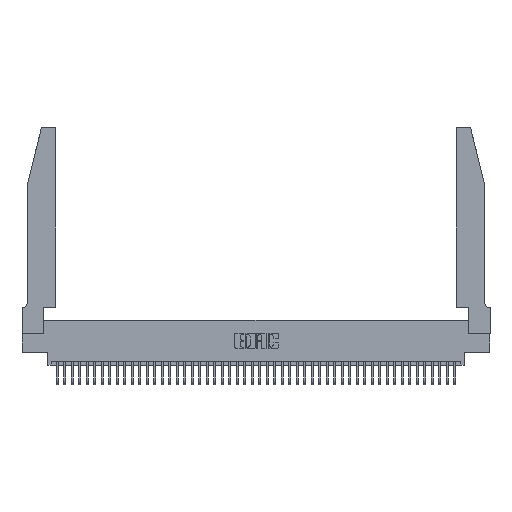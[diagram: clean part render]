
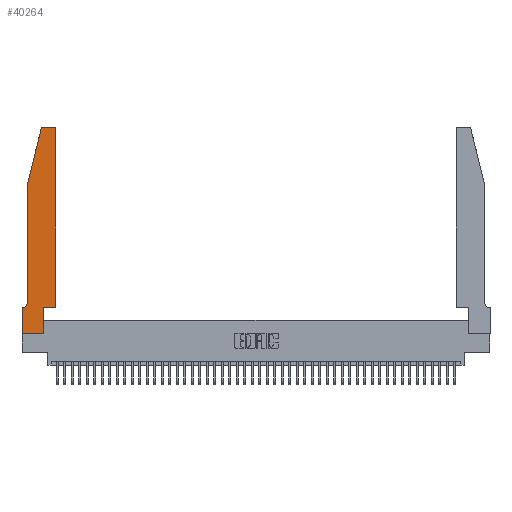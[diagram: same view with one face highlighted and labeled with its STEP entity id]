
A CAD part, top view. The second image highlights one B-rep face of the part: STEP entity #40264.
In plain terms, the highlighted planar face has unit normal (0, 0, 1).
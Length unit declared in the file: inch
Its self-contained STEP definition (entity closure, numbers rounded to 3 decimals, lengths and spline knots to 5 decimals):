
#1586 = CARTESIAN_POINT ( 'NONE',  ( 0.0055, 0.42, 0.37 ) ) ;
#2324 = CIRCLE ( 'NONE', #26155, 0.07 ) ;
#2672 = DIRECTION ( 'NONE',  ( 0., 0., 1. ) ) ;
#2982 = CARTESIAN_POINT ( 'NONE',  ( 0.2605, 2.75, 0.37 ) ) ;
#3198 = VERTEX_POINT ( 'NONE', #8751 ) ;
#3409 = LINE ( 'NONE', #2982, #39583 ) ;
#4417 = ORIENTED_EDGE ( 'NONE', *, *, #10510, .T. ) ;
#4623 = VERTEX_POINT ( 'NONE', #35653 ) ;
#5030 = DIRECTION ( 'NONE',  ( -1., 0., 0. ) ) ;
#5072 = VECTOR ( 'NONE', #43892, 39.37008 ) ;
#5692 = EDGE_LOOP ( 'NONE', ( #28712, #16002, #23181, #17858, #20584, #15871, #36828, #31980, #12444, #4417, #33040, #37449 ) ) ;
#5733 = CARTESIAN_POINT ( 'NONE',  ( 0., 0.35, 0.37 ) ) ;
#5803 = VERTEX_POINT ( 'NONE', #17712 ) ;
#5850 = VERTEX_POINT ( 'NONE', #38518 ) ;
#6325 = VERTEX_POINT ( 'NONE', #30461 ) ;
#6674 = AXIS2_PLACEMENT_3D ( 'NONE', #5733, #9170, #32930 ) ;
#6851 = CARTESIAN_POINT ( 'NONE',  ( 0.0755, 2., 0.37 ) ) ;
#7153 = LINE ( 'NONE', #32491, #42181 ) ;
#7896 = VECTOR ( 'NONE', #35280, 39.37008 ) ;
#8751 = CARTESIAN_POINT ( 'NONE',  ( 0., 0.35, 0.37 ) ) ;
#8833 = CARTESIAN_POINT ( 'NONE',  ( 0.2865, 0.35, 0.37 ) ) ;
#9170 = DIRECTION ( 'NONE',  ( 0., 0., 1. ) ) ;
#9472 = VECTOR ( 'NONE', #25271, 39.37008 ) ;
#10510 = EDGE_CURVE ( 'NONE', #24470, #5850, #37652, .T. ) ;
#11768 = AXIS2_PLACEMENT_3D ( 'NONE', #23087, #2672, #26512 ) ;
#11900 = EDGE_CURVE ( 'NONE', #23532, #4623, #14089, .T. ) ;
#12168 = EDGE_CURVE ( 'NONE', #4623, #42502, #2324, .T. ) ;
#12229 = DIRECTION ( 'NONE',  ( 0., 1., 0. ) ) ;
#12444 = ORIENTED_EDGE ( 'NONE', *, *, #19531, .T. ) ;
#12491 = DIRECTION ( 'NONE',  ( -1., 0., 0. ) ) ;
#13841 = DIRECTION ( 'NONE',  ( 0., 0., 1. ) ) ;
#14089 = LINE ( 'NONE', #6851, #5072 ) ;
#14716 = CARTESIAN_POINT ( 'NONE',  ( 0.0055, 0.35, 0.37 ) ) ;
#14924 = CARTESIAN_POINT ( 'NONE',  ( 0.0755, 2., 0.37 ) ) ;
#15844 = VECTOR ( 'NONE', #30921, 39.37008 ) ;
#15871 = ORIENTED_EDGE ( 'NONE', *, *, #27909, .T. ) ;
#16002 = ORIENTED_EDGE ( 'NONE', *, *, #31467, .T. ) ;
#16552 = VERTEX_POINT ( 'NONE', #33253 ) ;
#17283 = EDGE_CURVE ( 'NONE', #20995, #33876, #3409, .T. ) ;
#17340 = LINE ( 'NONE', #19341, #36485 ) ;
#17712 = CARTESIAN_POINT ( 'NONE',  ( 0.25487, 2.72718, 0.37 ) ) ;
#17858 = ORIENTED_EDGE ( 'NONE', *, *, #11900, .T. ) ;
#19341 = CARTESIAN_POINT ( 'NONE',  ( 0.0755, 0.35, 0.37 ) ) ;
#19531 = EDGE_CURVE ( 'NONE', #6325, #24470, #37201, .T. ) ;
#20460 = EDGE_CURVE ( 'NONE', #16552, #6325, #24920, .T. ) ;
#20584 = ORIENTED_EDGE ( 'NONE', *, *, #12168, .T. ) ;
#20995 = VERTEX_POINT ( 'NONE', #40632 ) ;
#22385 = CARTESIAN_POINT ( 'NONE',  ( 0.2865, 0.35, 0.37 ) ) ;
#22398 = DIRECTION ( 'NONE',  ( 0., 1., 0. ) ) ;
#23087 = CARTESIAN_POINT ( 'NONE',  ( 0.284, 2.72, 0.37 ) ) ;
#23181 = ORIENTED_EDGE ( 'NONE', *, *, #42016, .T. ) ;
#23422 = DIRECTION ( 'NONE',  ( 0., -1., 0. ) ) ;
#23532 = VERTEX_POINT ( 'NONE', #23863 ) ;
#23863 = CARTESIAN_POINT ( 'NONE',  ( 0.0755, 2., 0.37 ) ) ;
#24470 = VERTEX_POINT ( 'NONE', #8833 ) ;
#24920 = LINE ( 'NONE', #37619, #15844 ) ;
#25271 = DIRECTION ( 'NONE',  ( 1., 0., 0. ) ) ;
#25424 = DIRECTION ( 'NONE',  ( 0., 0., -1. ) ) ;
#25641 = CARTESIAN_POINT ( 'NONE',  ( 0.4505, 2.72, 0.37 ) ) ;
#25911 = EDGE_CURVE ( 'NONE', #3198, #16552, #42385, .T. ) ;
#26122 = PLANE ( 'NONE',  #6674 ) ;
#26155 = AXIS2_PLACEMENT_3D ( 'NONE', #1586, #25424, #5030 ) ;
#26239 = CIRCLE ( 'NONE', #30523, 0.03 ) ;
#26512 = DIRECTION ( 'NONE',  ( 1., 0., 0. ) ) ;
#26836 = DIRECTION ( 'NONE',  ( -1., 0., 0. ) ) ;
#26852 = CARTESIAN_POINT ( 'NONE',  ( 0., 0., 0.37 ) ) ;
#27835 = VERTEX_POINT ( 'NONE', #25641 ) ;
#27909 = EDGE_CURVE ( 'NONE', #42502, #3198, #17340, .T. ) ;
#28206 = VECTOR ( 'NONE', #12229, 39.37008 ) ;
#28712 = ORIENTED_EDGE ( 'NONE', *, *, #17283, .T. ) ;
#29635 = EDGE_CURVE ( 'NONE', #27835, #20995, #26239, .T. ) ;
#30451 = CIRCLE ( 'NONE', #11768, 0.03 ) ;
#30461 = CARTESIAN_POINT ( 'NONE',  ( 0.2865, 0., 0.37 ) ) ;
#30523 = AXIS2_PLACEMENT_3D ( 'NONE', #34207, #13841, #37643 ) ;
#30921 = DIRECTION ( 'NONE',  ( 1., 0., 0. ) ) ;
#31467 = EDGE_CURVE ( 'NONE', #33876, #5803, #30451, .T. ) ;
#31980 = ORIENTED_EDGE ( 'NONE', *, *, #20460, .T. ) ;
#32491 = CARTESIAN_POINT ( 'NONE',  ( 0.4505, 0.35, 0.37 ) ) ;
#32930 = DIRECTION ( 'NONE',  ( 1., 0., 0. ) ) ;
#33040 = ORIENTED_EDGE ( 'NONE', *, *, #38175, .T. ) ;
#33253 = CARTESIAN_POINT ( 'NONE',  ( 0., 0., 0.37 ) ) ;
#33876 = VERTEX_POINT ( 'NONE', #36972 ) ;
#34207 = CARTESIAN_POINT ( 'NONE',  ( 0.4205, 2.72, 0.37 ) ) ;
#35280 = DIRECTION ( 'NONE',  ( -0.239, -0.971, 0. ) ) ;
#35653 = CARTESIAN_POINT ( 'NONE',  ( 0.0755, 0.42, 0.37 ) ) ;
#36485 = VECTOR ( 'NONE', #12491, 39.37008 ) ;
#36828 = ORIENTED_EDGE ( 'NONE', *, *, #25911, .T. ) ;
#36972 = CARTESIAN_POINT ( 'NONE',  ( 0.284, 2.75, 0.37 ) ) ;
#37201 = LINE ( 'NONE', #22385, #28206 ) ;
#37449 = ORIENTED_EDGE ( 'NONE', *, *, #29635, .T. ) ;
#37619 = CARTESIAN_POINT ( 'NONE',  ( 0., 0., 0.37 ) ) ;
#37643 = DIRECTION ( 'NONE',  ( 1., 0., 0. ) ) ;
#37652 = LINE ( 'NONE', #42114, #9472 ) ;
#38175 = EDGE_CURVE ( 'NONE', #5850, #27835, #7153, .T. ) ;
#38518 = CARTESIAN_POINT ( 'NONE',  ( 0.4505, 0.35, 0.37 ) ) ;
#39583 = VECTOR ( 'NONE', #26836, 39.37008 ) ;
#39948 = FACE_OUTER_BOUND ( 'NONE', #5692, .T. ) ;
#40264 = ADVANCED_FACE ( 'NONE', ( #39948 ), #26122, .T. ) ;
#40632 = CARTESIAN_POINT ( 'NONE',  ( 0.4205, 2.75, 0.37 ) ) ;
#41335 = VECTOR ( 'NONE', #23422, 39.37008 ) ;
#42016 = EDGE_CURVE ( 'NONE', #5803, #23532, #42897, .T. ) ;
#42114 = CARTESIAN_POINT ( 'NONE',  ( 0.4505, 0.35, 0.37 ) ) ;
#42181 = VECTOR ( 'NONE', #22398, 39.37008 ) ;
#42385 = LINE ( 'NONE', #26852, #41335 ) ;
#42502 = VERTEX_POINT ( 'NONE', #14716 ) ;
#42897 = LINE ( 'NONE', #14924, #7896 ) ;
#43892 = DIRECTION ( 'NONE',  ( 0., -1., 0. ) ) ;
